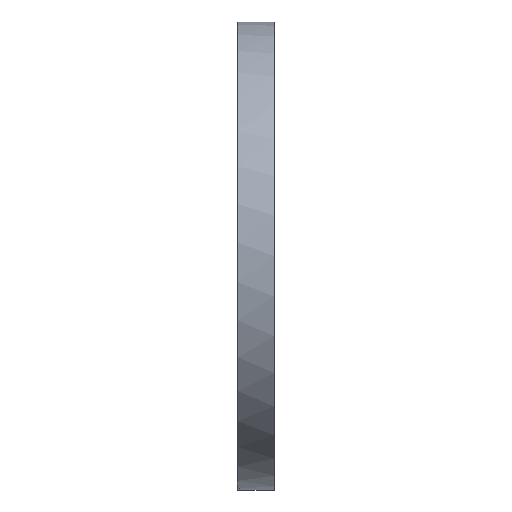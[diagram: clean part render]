
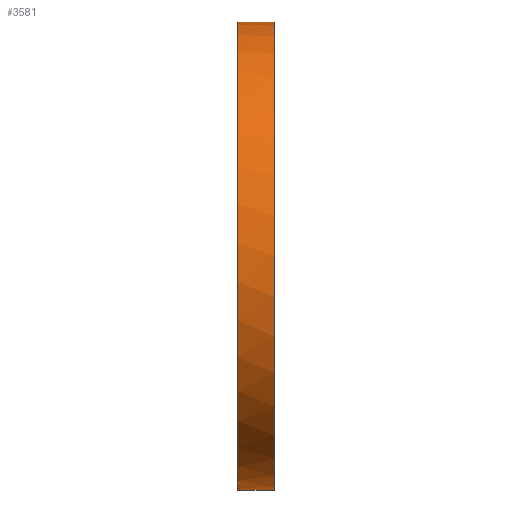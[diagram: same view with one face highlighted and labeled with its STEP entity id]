
A CAD part, left-side view. The second image highlights one B-rep face of the part: STEP entity #3581.
In plain terms, the highlighted cylindrical face has radius 177.8 mm (diameter 355.6 mm), a partial arc.
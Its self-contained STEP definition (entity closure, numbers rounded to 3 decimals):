
#22 = VERTEX_POINT ( 'NONE', #5376 ) ;
#28 = VECTOR ( 'NONE', #267, 1000. ) ;
#73 = ORIENTED_EDGE ( 'NONE', *, *, #1414, .T. ) ;
#145 = DIRECTION ( 'NONE',  ( 0., -1., 0. ) ) ;
#157 = VERTEX_POINT ( 'NONE', #1794 ) ;
#239 = ORIENTED_EDGE ( 'NONE', *, *, #1525, .T. ) ;
#267 = DIRECTION ( 'NONE',  ( 0., -1., 0. ) ) ;
#386 = DIRECTION ( 'NONE',  ( 0., 1., 0. ) ) ;
#429 = LINE ( 'NONE', #902, #6231 ) ;
#524 = CARTESIAN_POINT ( 'NONE',  ( 0., 27.1, 0. ) ) ;
#865 = VERTEX_POINT ( 'NONE', #1930 ) ;
#902 = CARTESIAN_POINT ( 'NONE',  ( -20.076, -20.091, -176.663 ) ) ;
#1016 = DIRECTION ( 'NONE',  ( 0., -1., 0. ) ) ;
#1113 = VERTEX_POINT ( 'NONE', #1726 ) ;
#1145 = ORIENTED_EDGE ( 'NONE', *, *, #4932, .T. ) ;
#1219 = AXIS2_PLACEMENT_3D ( 'NONE', #4406, #1016, #4956 ) ;
#1265 = CARTESIAN_POINT ( 'NONE',  ( 0., -20.091, 177.8 ) ) ;
#1284 = EDGE_CURVE ( 'NONE', #4133, #2009, #6179, .T. ) ;
#1341 = LINE ( 'NONE', #1265, #5642 ) ;
#1400 = CIRCLE ( 'NONE', #1219, 177.8 ) ;
#1414 = EDGE_CURVE ( 'NONE', #1113, #6882, #429, .T. ) ;
#1525 = EDGE_CURVE ( 'NONE', #157, #1113, #1400, .T. ) ;
#1674 = CARTESIAN_POINT ( 'NONE',  ( -20.076, 27.1, -176.663 ) ) ;
#1726 = CARTESIAN_POINT ( 'NONE',  ( -20.076, 27.9, -176.663 ) ) ;
#1794 = CARTESIAN_POINT ( 'NONE',  ( 0., 27.9, 177.8 ) ) ;
#1868 = AXIS2_PLACEMENT_3D ( 'NONE', #3408, #145, #6262 ) ;
#1883 = CIRCLE ( 'NONE', #4960, 177.8 ) ;
#1930 = CARTESIAN_POINT ( 'NONE',  ( 0., 0.5, 177.8 ) ) ;
#2009 = VERTEX_POINT ( 'NONE', #4277 ) ;
#2113 = DIRECTION ( 'NONE',  ( 0., 0., 1. ) ) ;
#2348 = CYLINDRICAL_SURFACE ( 'NONE', #1868, 177.8 ) ;
#2476 = EDGE_LOOP ( 'NONE', ( #5310, #239, #73, #2782, #4829, #1145, #6005, #5547 ) ) ;
#2499 = CARTESIAN_POINT ( 'NONE',  ( 0., 27.9, 0. ) ) ;
#2516 = CIRCLE ( 'NONE', #6757, 177.8 ) ;
#2649 = CARTESIAN_POINT ( 'NONE',  ( -17.093, -20.091, -176.976 ) ) ;
#2769 = AXIS2_PLACEMENT_3D ( 'NONE', #4316, #386, #2113 ) ;
#2782 = ORIENTED_EDGE ( 'NONE', *, *, #3557, .F. ) ;
#2795 = CARTESIAN_POINT ( 'NONE',  ( -17.093, 27.1, -176.976 ) ) ;
#3087 = DIRECTION ( 'NONE',  ( 0., 0., -1. ) ) ;
#3408 = CARTESIAN_POINT ( 'NONE',  ( 0., -20.091, 0. ) ) ;
#3445 = EDGE_CURVE ( 'NONE', #6269, #22, #4290, .T. ) ;
#3557 = EDGE_CURVE ( 'NONE', #6269, #6882, #2516, .T. ) ;
#3581 = ADVANCED_FACE ( 'NONE', ( #3855 ), #2348, .T. ) ;
#3648 = CARTESIAN_POINT ( 'NONE',  ( 0., -20.091, -177.8 ) ) ;
#3747 = DIRECTION ( 'NONE',  ( 0., -1., 0. ) ) ;
#3855 = FACE_OUTER_BOUND ( 'NONE', #2476, .T. ) ;
#3890 = EDGE_CURVE ( 'NONE', #2009, #865, #4550, .T. ) ;
#4133 = VERTEX_POINT ( 'NONE', #5529 ) ;
#4277 = CARTESIAN_POINT ( 'NONE',  ( 0., 0.5, -177.8 ) ) ;
#4290 = LINE ( 'NONE', #2649, #6553 ) ;
#4316 = CARTESIAN_POINT ( 'NONE',  ( 0., 0.5, 0. ) ) ;
#4406 = CARTESIAN_POINT ( 'NONE',  ( 0., 27.9, 0. ) ) ;
#4550 = CIRCLE ( 'NONE', #2769, 177.8 ) ;
#4829 = ORIENTED_EDGE ( 'NONE', *, *, #3445, .T. ) ;
#4932 = EDGE_CURVE ( 'NONE', #22, #4133, #1883, .T. ) ;
#4956 = DIRECTION ( 'NONE',  ( 0., 0., -1. ) ) ;
#4960 = AXIS2_PLACEMENT_3D ( 'NONE', #2499, #6425, #3087 ) ;
#5310 = ORIENTED_EDGE ( 'NONE', *, *, #5406, .F. ) ;
#5376 = CARTESIAN_POINT ( 'NONE',  ( -17.093, 27.9, -176.976 ) ) ;
#5406 = EDGE_CURVE ( 'NONE', #157, #865, #1341, .T. ) ;
#5529 = CARTESIAN_POINT ( 'NONE',  ( 0., 27.9, -177.8 ) ) ;
#5547 = ORIENTED_EDGE ( 'NONE', *, *, #3890, .T. ) ;
#5642 = VECTOR ( 'NONE', #6896, 1000. ) ;
#6005 = ORIENTED_EDGE ( 'NONE', *, *, #1284, .T. ) ;
#6102 = DIRECTION ( 'NONE',  ( 0., 1., 0. ) ) ;
#6179 = LINE ( 'NONE', #3648, #28 ) ;
#6231 = VECTOR ( 'NONE', #3747, 1000. ) ;
#6262 = DIRECTION ( 'NONE',  ( 0., 0., -1. ) ) ;
#6269 = VERTEX_POINT ( 'NONE', #2795 ) ;
#6288 = DIRECTION ( 'NONE',  ( 0., 1., 0. ) ) ;
#6425 = DIRECTION ( 'NONE',  ( 0., -1., 0. ) ) ;
#6553 = VECTOR ( 'NONE', #6102, 1000. ) ;
#6757 = AXIS2_PLACEMENT_3D ( 'NONE', #524, #6288, #7257 ) ;
#6882 = VERTEX_POINT ( 'NONE', #1674 ) ;
#6896 = DIRECTION ( 'NONE',  ( 0., -1., 0. ) ) ;
#7257 = DIRECTION ( 'NONE',  ( 0., 0., 1. ) ) ;
